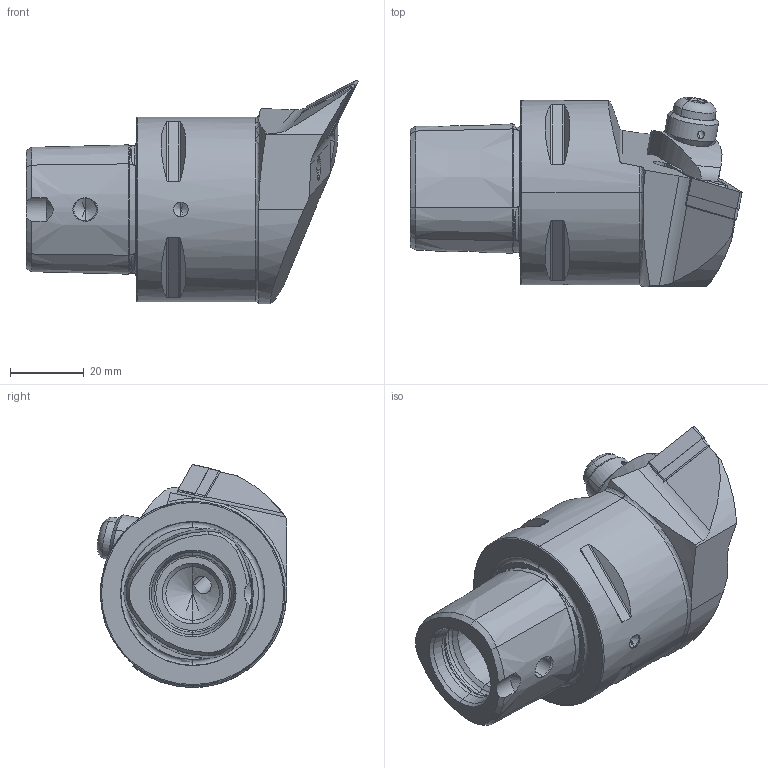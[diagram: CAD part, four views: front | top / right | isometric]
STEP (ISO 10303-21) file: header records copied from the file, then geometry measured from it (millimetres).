
FILE_DESCRIPTION (( 'STEP AP214' ), '1' );
FILE_NAME ('PS5.KVD.LPA.060.STEP', '2020-09-11T12:41:11', ( '' ), ( '' ), 'SwSTEP 2.0', 'SolidWorks 2017', '' );
FILE_SCHEMA (( 'AUTOMOTIVE_DESIGN' ));
Length unit declared in the file: millimetre
Products named in the file (11): PS5-KVD.LPA.060_B; KVT_MB_600_060; WCC-ER3.102.024_C; WVD-ER2.101.003_A; WCC-ER5.102.005_A; WCC-ER5.102.012_B; ISO 13337 - 3 x 12_PreviewCfg; WCC-ER4.103.032_A; WCB-ER2.001.009_A; VNMG160404; PS5.KVD.LPA.060
Assembly tree (10 placements, depth 2):
  PS5.KVD.LPA.060
    PS5-KVD.LPA.060_B
    WVD-ER2.101.003_A
    WCB-ER2.001.009_A
    VNMG160404
    WCC-ER3.102.024_C
    WCC-ER5.102.012_B
    WCC-ER5.102.005_A
    WCC-ER4.103.032_A
    ISO 13337 - 3 x 12_PreviewCfg
    KVT_MB_600_060
Bounding box: 90 x 51.34 x 60.5 mm (x, y, z)
Volume: 99632.4 mm3; surface area: 24082.1 mm2
Topology: 11 solids, 11 shells, 437 faces, 1055 edges, 633 vertices
Faces by surface type: cylinder 136, cone 125, plane 100, torus 60, bspline 12, sphere 4
Entity records: 14516 total; most frequent: CARTESIAN_POINT 4089, DIRECTION 2103, ORIENTED_EDGE 2064, EDGE_CURVE 1032, AXIS2_PLACEMENT_3D 859, VERTEX_POINT 630, EDGE_LOOP 472, FACE_OUTER_BOUND 437
